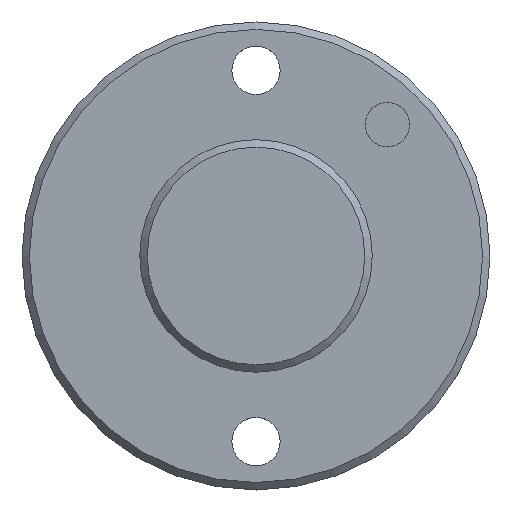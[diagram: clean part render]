
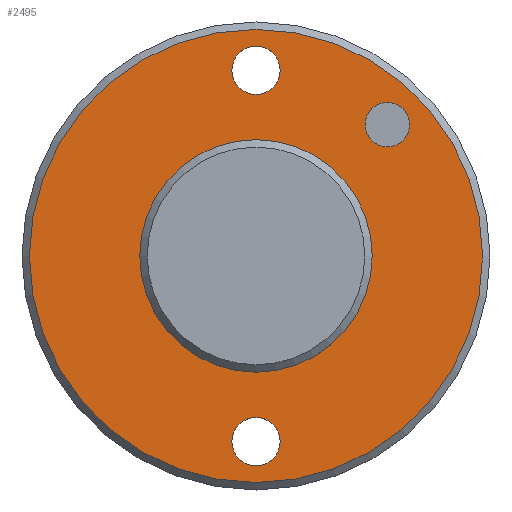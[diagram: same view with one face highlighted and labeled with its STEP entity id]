
A CAD part, top view. The second image highlights one B-rep face of the part: STEP entity #2495.
In plain terms, the highlighted planar face has unit normal (0, 0, 1).
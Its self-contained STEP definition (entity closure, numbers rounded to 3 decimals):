
#34=FACE_BOUND('',#647,.T.);
#35=FACE_BOUND('',#648,.T.);
#36=FACE_BOUND('',#649,.T.);
#37=FACE_BOUND('',#650,.T.);
#55=PLANE('',#2733);
#486=FACE_OUTER_BOUND('',#646,.T.);
#646=EDGE_LOOP('',(#2155));
#647=EDGE_LOOP('',(#2156));
#648=EDGE_LOOP('',(#2157));
#649=EDGE_LOOP('',(#2158));
#650=EDGE_LOOP('',(#2159));
#809=CIRCLE('',#2732,30.5);
#810=CIRCLE('',#2734,3.25);
#811=CIRCLE('',#2735,3.25);
#812=CIRCLE('',#2736,3.);
#813=CIRCLE('',#2737,15.65);
#1158=VERTEX_POINT('',#12317);
#1159=VERTEX_POINT('',#12321);
#1160=VERTEX_POINT('',#12323);
#1161=VERTEX_POINT('',#12325);
#1162=VERTEX_POINT('',#12327);
#1502=EDGE_CURVE('',#1158,#1158,#809,.T.);
#1504=EDGE_CURVE('',#1159,#1159,#810,.T.);
#1505=EDGE_CURVE('',#1160,#1160,#811,.T.);
#1506=EDGE_CURVE('',#1161,#1161,#812,.T.);
#1507=EDGE_CURVE('',#1162,#1162,#813,.T.);
#2155=ORIENTED_EDGE('',*,*,#1502,.F.);
#2156=ORIENTED_EDGE('',*,*,#1504,.T.);
#2157=ORIENTED_EDGE('',*,*,#1505,.T.);
#2158=ORIENTED_EDGE('',*,*,#1506,.T.);
#2159=ORIENTED_EDGE('',*,*,#1507,.T.);
#2495=ADVANCED_FACE('',(#486,#34,#35,#36,#37),#55,.T.);
#2732=AXIS2_PLACEMENT_3D('',#12318,#3252,#3253);
#2733=AXIS2_PLACEMENT_3D('',#12320,#3255,#3256);
#2734=AXIS2_PLACEMENT_3D('',#12322,#3257,#3258);
#2735=AXIS2_PLACEMENT_3D('',#12324,#3259,#3260);
#2736=AXIS2_PLACEMENT_3D('',#12326,#3261,#3262);
#2737=AXIS2_PLACEMENT_3D('',#12328,#3263,#3264);
#3252=DIRECTION('center_axis',(0.,0.,
-1.));
#3253=DIRECTION('ref_axis',(1.,0.,0.));
#3255=DIRECTION('center_axis',(0.,0.,
1.));
#3256=DIRECTION('ref_axis',(1.,0.,0.));
#3257=DIRECTION('center_axis',(0.,0.,
-1.));
#3258=DIRECTION('ref_axis',(-1.,0.,0.));
#3259=DIRECTION('center_axis',(0.,0.,
-1.));
#3260=DIRECTION('ref_axis',(-1.,0.,0.));
#3261=DIRECTION('center_axis',(0.,0.,
-1.));
#3262=DIRECTION('ref_axis',(-1.,0.,0.));
#3263=DIRECTION('center_axis',(0.,0.,
-1.));
#3264=DIRECTION('ref_axis',(-1.,0.,0.));
#12317=CARTESIAN_POINT('',(-13.85,16.65,5.));
#12318=CARTESIAN_POINT('Origin',(16.65,16.65,5.));
#12320=CARTESIAN_POINT('Origin',(16.65,16.65,5.));
#12321=CARTESIAN_POINT('',(19.9,-8.35,5.));
#12322=CARTESIAN_POINT('Origin',(16.65,-8.35,5.));
#12323=CARTESIAN_POINT('',(19.9,41.65,5.));
#12324=CARTESIAN_POINT('Origin',(16.65,41.65,5.));
#12325=CARTESIAN_POINT('',(37.328,34.328,5.));
#12326=CARTESIAN_POINT('Origin',(34.328,34.328,5.));
#12327=CARTESIAN_POINT('',(32.3,16.65,5.));
#12328=CARTESIAN_POINT('Origin',(16.65,16.65,5.));
